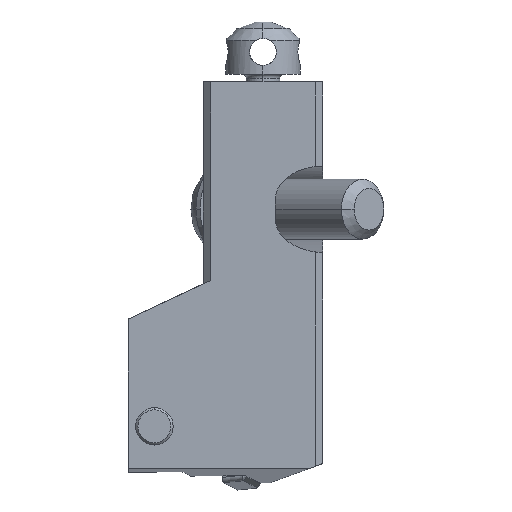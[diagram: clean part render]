
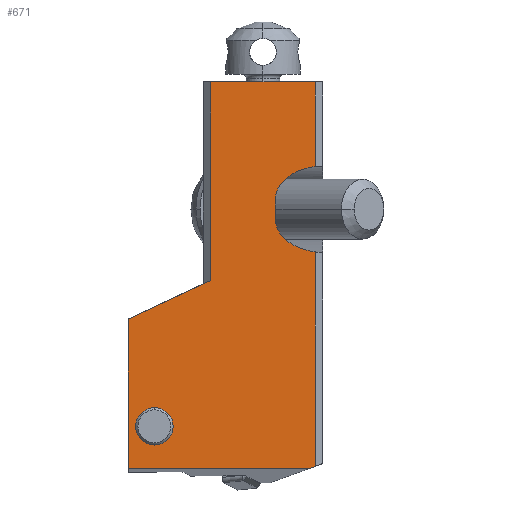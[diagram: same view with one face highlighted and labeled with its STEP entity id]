
A CAD part, left-side view. The second image highlights one B-rep face of the part: STEP entity #671.
In plain terms, the highlighted planar face has unit normal (-1, 0, 0).
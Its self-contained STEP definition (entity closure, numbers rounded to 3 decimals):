
#489=CIRCLE('',#3916,2.5);
#490=CIRCLE('',#3917,2.5);
#671=ADVANCED_FACE('',(#965,#966),#878,.F.);
#878=PLANE('',#3918);
#965=FACE_BOUND('',#1007,.T.);
#966=FACE_BOUND('',#1008,.T.);
#1007=EDGE_LOOP('',(#1320,#1321,#1322,#1323,#1324,#1325,#1326,#1327,#1328,
#1329,#1330));
#1008=EDGE_LOOP('',(#1331,#1332));
#1222=ELLIPSE('',#3895,6.364,4.5);
#1223=ELLIPSE('',#3913,6.364,4.5);
#1320=ORIENTED_EDGE('',*,*,#2716,.T.);
#1321=ORIENTED_EDGE('',*,*,#2712,.T.);
#1322=ORIENTED_EDGE('',*,*,#2708,.T.);
#1323=ORIENTED_EDGE('',*,*,#2723,.T.);
#1324=ORIENTED_EDGE('',*,*,#2702,.F.);
#1325=ORIENTED_EDGE('',*,*,#2724,.T.);
#1326=ORIENTED_EDGE('',*,*,#2725,.F.);
#1327=ORIENTED_EDGE('',*,*,#2726,.F.);
#1328=ORIENTED_EDGE('',*,*,#2727,.T.);
#1329=ORIENTED_EDGE('',*,*,#2679,.F.);
#1330=ORIENTED_EDGE('',*,*,#2722,.T.);
#1331=ORIENTED_EDGE('',*,*,#2728,.F.);
#1332=ORIENTED_EDGE('',*,*,#2729,.F.);
#2331=VERTEX_POINT('',#5458);
#2333=VERTEX_POINT('',#5461);
#2348=VERTEX_POINT('',#5503);
#2349=VERTEX_POINT('',#5505);
#2352=VERTEX_POINT('',#5515);
#2353=VERTEX_POINT('',#5517);
#2356=VERTEX_POINT('',#5525);
#2358=VERTEX_POINT('',#5532);
#2363=VERTEX_POINT('',#5610);
#2364=VERTEX_POINT('',#5612);
#2365=VERTEX_POINT('',#5614);
#2366=VERTEX_POINT('',#5617);
#2367=VERTEX_POINT('',#5618);
#2679=EDGE_CURVE('',#2331,#2333,#1222,.T.);
#2702=EDGE_CURVE('',#2348,#2349,#3233,.T.);
#2708=EDGE_CURVE('',#2353,#2352,#3239,.T.);
#2712=EDGE_CURVE('',#2356,#2353,#3241,.T.);
#2716=EDGE_CURVE('',#2358,#2356,#1223,.T.);
#2722=EDGE_CURVE('',#2331,#2358,#3244,.T.);
#2723=EDGE_CURVE('',#2352,#2349,#3245,.T.);
#2724=EDGE_CURVE('',#2348,#2363,#3246,.T.);
#2725=EDGE_CURVE('',#2364,#2363,#3247,.T.);
#2726=EDGE_CURVE('',#2365,#2364,#3248,.T.);
#2727=EDGE_CURVE('',#2365,#2333,#3249,.T.);
#2728=EDGE_CURVE('',#2366,#2367,#489,.T.);
#2729=EDGE_CURVE('',#2367,#2366,#490,.T.);
#3233=LINE('',#5504,#3493);
#3239=LINE('',#5516,#3499);
#3241=LINE('',#5524,#3501);
#3244=LINE('',#5606,#3504);
#3245=LINE('',#5608,#3505);
#3246=LINE('',#5609,#3506);
#3247=LINE('',#5611,#3507);
#3248=LINE('',#5613,#3508);
#3249=LINE('',#5615,#3509);
#3493=VECTOR('',#4404,1.);
#3499=VECTOR('',#4414,1.);
#3501=VECTOR('',#4422,1.);
#3504=VECTOR('',#4435,1.);
#3505=VECTOR('',#4438,1.);
#3506=VECTOR('',#4439,1.);
#3507=VECTOR('',#4440,1.);
#3508=VECTOR('',#4441,1.);
#3509=VECTOR('',#4442,1.);
#3895=AXIS2_PLACEMENT_3D('',#5460,#4366,#4367);
#3913=AXIS2_PLACEMENT_3D('',#5531,#4430,#4431);
#3916=AXIS2_PLACEMENT_3D('',#5616,#4443,#4444);
#3917=AXIS2_PLACEMENT_3D('',#5619,#4445,#4446);
#3918=AXIS2_PLACEMENT_3D('',#5620,#4447,#4448);
#4366=DIRECTION('',(-1.,0.,0.));
#4367=DIRECTION('',(0.,-1.,0.));
#4404=DIRECTION('',(0.,-0.906,0.423));
#4414=DIRECTION('',(0.,1.,0.));
#4422=DIRECTION('',(0.,0.,1.));
#4430=DIRECTION('',(1.,0.,0.));
#4431=DIRECTION('',(0.,-1.,0.));
#4435=DIRECTION('',(0.,0.,1.));
#4438=DIRECTION('',(0.,0.,-1.));
#4439=DIRECTION('',(0.,0.,-1.));
#4440=DIRECTION('',(0.,1.,0.));
#4441=DIRECTION('',(0.,0.94,-0.342));
#4442=DIRECTION('',(0.,0.,1.));
#4443=DIRECTION('',(-1.,0.,0.));
#4444=DIRECTION('',(0.,1.,0.));
#4445=DIRECTION('',(-1.,0.,0.));
#4446=DIRECTION('',(0.,-1.,0.));
#4447=DIRECTION('',(1.,0.,0.));
#4448=DIRECTION('',(0.,0.,1.));
#5458=CARTESIAN_POINT('',(-17.,6.364,-18.25));
#5460=CARTESIAN_POINT('',(-17.,0.,-18.25));
#5461=CARTESIAN_POINT('',(-17.,1.,-22.694));
#5503=CARTESIAN_POINT('',(-17.,26.,-31.663));
#5504=CARTESIAN_POINT('',(-17.,26.,-31.663));
#5505=CARTESIAN_POINT('',(-17.,15.,-26.534));
#5515=CARTESIAN_POINT('',(-17.,15.,0.));
#5516=CARTESIAN_POINT('',(-17.,1.,0.));
#5517=CARTESIAN_POINT('',(-17.,1.,0.));
#5524=CARTESIAN_POINT('',(-17.,1.,-11.306));
#5525=CARTESIAN_POINT('',(-17.,1.,-11.306));
#5531=CARTESIAN_POINT('',(-17.,0.,-15.75));
#5532=CARTESIAN_POINT('',(-17.,6.364,-15.75));
#5606=CARTESIAN_POINT('',(-17.,6.364,-18.25));
#5608=CARTESIAN_POINT('',(-17.,15.,0.));
#5609=CARTESIAN_POINT('',(-17.,26.,-31.663));
#5610=CARTESIAN_POINT('',(-17.,26.,-51.574));
#5611=CARTESIAN_POINT('',(-17.,1.626,-51.574));
#5612=CARTESIAN_POINT('',(-17.,1.626,-51.574));
#5613=CARTESIAN_POINT('',(-17.,1.,-51.346));
#5614=CARTESIAN_POINT('',(-17.,1.,-51.346));
#5615=CARTESIAN_POINT('',(-17.,1.,-51.346));
#5616=CARTESIAN_POINT('',(-17.,22.5,-46.003));
#5617=CARTESIAN_POINT('',(-17.,25.,-46.003));
#5618=CARTESIAN_POINT('',(-17.,20.,-46.003));
#5619=CARTESIAN_POINT('',(-17.,22.5,-46.003));
#5620=CARTESIAN_POINT('',(-17.,13.5,-25.787));
